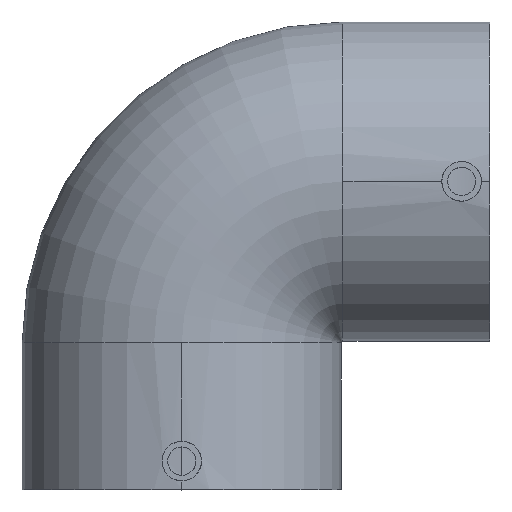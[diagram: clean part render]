
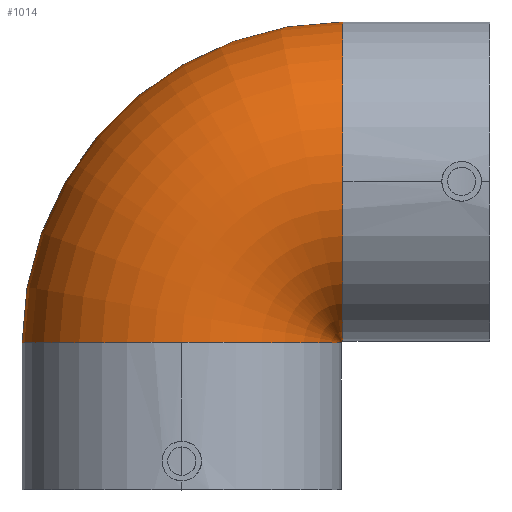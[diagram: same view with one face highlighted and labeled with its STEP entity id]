
A CAD part, top view. The second image highlights one B-rep face of the part: STEP entity #1014.
In plain terms, the highlighted toroidal (fillet/blend) face has major radius 57 mm and minor radius 56.5 mm.
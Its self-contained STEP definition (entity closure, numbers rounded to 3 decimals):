
#33 = FACE_OUTER_BOUND ( 'NONE', #1068, .T. ) ;
#42 = AXIS2_PLACEMENT_3D ( 'NONE', #705, #440, #523 ) ;
#75 = CARTESIAN_POINT ( 'NONE',  ( 56.5, 52., 0. ) ) ;
#81 = CIRCLE ( 'NONE', #750, 56.5 ) ;
#89 = DIRECTION ( 'NONE',  ( 0., 0., -1. ) ) ;
#123 = CIRCLE ( 'NONE', #143, 56.5 ) ;
#127 = EDGE_CURVE ( 'NONE', #753, #229, #1119, .T. ) ;
#143 = AXIS2_PLACEMENT_3D ( 'NONE', #272, #733, #548 ) ;
#151 = EDGE_CURVE ( 'NONE', #422, #776, #81, .T. ) ;
#184 = ORIENTED_EDGE ( 'NONE', *, *, #842, .F. ) ;
#186 = DIRECTION ( 'NONE',  ( 0., 0., 1. ) ) ;
#200 = CARTESIAN_POINT ( 'NONE',  ( 57., 165.5, 0. ) ) ;
#207 = CARTESIAN_POINT ( 'NONE',  ( 57., 52., 0. ) ) ;
#212 = ORIENTED_EDGE ( 'NONE', *, *, #636, .F. ) ;
#218 = CIRCLE ( 'NONE', #309, 113.5 ) ;
#229 = VERTEX_POINT ( 'NONE', #267 ) ;
#246 = CARTESIAN_POINT ( 'NONE',  ( 57., 109., 56.5 ) ) ;
#250 = CARTESIAN_POINT ( 'NONE',  ( -56.5, 52., 0. ) ) ;
#262 = DIRECTION ( 'NONE',  ( 1., 0., 0. ) ) ;
#267 = CARTESIAN_POINT ( 'NONE',  ( 57., 52.5, 0. ) ) ;
#272 = CARTESIAN_POINT ( 'NONE',  ( 0., 52., 0. ) ) ;
#306 = DIRECTION ( 'NONE',  ( 0., 0., -1. ) ) ;
#309 = AXIS2_PLACEMENT_3D ( 'NONE', #569, #89, #458 ) ;
#317 = DIRECTION ( 'NONE',  ( -1., 0., 0. ) ) ;
#407 = EDGE_CURVE ( 'NONE', #439, #753, #123, .T. ) ;
#422 = VERTEX_POINT ( 'NONE', #200 ) ;
#439 = VERTEX_POINT ( 'NONE', #679 ) ;
#440 = DIRECTION ( 'NONE',  ( 0., 1., 0. ) ) ;
#458 = DIRECTION ( 'NONE',  ( -1., 0., 0. ) ) ;
#512 = AXIS2_PLACEMENT_3D ( 'NONE', #207, #306, #317 ) ;
#523 = DIRECTION ( 'NONE',  ( 0., 0., 1. ) ) ;
#530 = ORIENTED_EDGE ( 'NONE', *, *, #407, .T. ) ;
#534 = AXIS2_PLACEMENT_3D ( 'NONE', #718, #897, #906 ) ;
#537 = VERTEX_POINT ( 'NONE', #250 ) ;
#544 = EDGE_CURVE ( 'NONE', #537, #439, #631, .T. ) ;
#548 = DIRECTION ( 'NONE',  ( 0., 0., 1. ) ) ;
#569 = CARTESIAN_POINT ( 'NONE',  ( 57., 52., 0. ) ) ;
#631 = CIRCLE ( 'NONE', #42, 56.5 ) ;
#636 = EDGE_CURVE ( 'NONE', #776, #229, #1161, .T. ) ;
#645 = ORIENTED_EDGE ( 'NONE', *, *, #127, .T. ) ;
#679 = CARTESIAN_POINT ( 'NONE',  ( 0., 52., 56.5 ) ) ;
#705 = CARTESIAN_POINT ( 'NONE',  ( 0., 52., 0. ) ) ;
#718 = CARTESIAN_POINT ( 'NONE',  ( 57., 109., 0. ) ) ;
#719 = ORIENTED_EDGE ( 'NONE', *, *, #544, .T. ) ;
#727 = CARTESIAN_POINT ( 'NONE',  ( 57., 52., 0. ) ) ;
#733 = DIRECTION ( 'NONE',  ( 0., 1., 0. ) ) ;
#739 = ORIENTED_EDGE ( 'NONE', *, *, #151, .F. ) ;
#750 = AXIS2_PLACEMENT_3D ( 'NONE', #913, #262, #186 ) ;
#753 = VERTEX_POINT ( 'NONE', #75 ) ;
#776 = VERTEX_POINT ( 'NONE', #246 ) ;
#842 = EDGE_CURVE ( 'NONE', #537, #422, #218, .T. ) ;
#897 = DIRECTION ( 'NONE',  ( 1., 0., 0. ) ) ;
#906 = DIRECTION ( 'NONE',  ( 0., 0., 1. ) ) ;
#913 = CARTESIAN_POINT ( 'NONE',  ( 57., 109., 0. ) ) ;
#998 = DIRECTION ( 'NONE',  ( -1., 0., 0. ) ) ;
#1014 = ADVANCED_FACE ( 'NONE', ( #33 ), #1062, .T. ) ;
#1062 = TOROIDAL_SURFACE ( 'NONE', #512, 57., 56.5 ) ;
#1068 = EDGE_LOOP ( 'NONE', ( #184, #719, #530, #645, #212, #739 ) ) ;
#1100 = AXIS2_PLACEMENT_3D ( 'NONE', #727, #1197, #998 ) ;
#1119 = CIRCLE ( 'NONE', #1100, 0.5 ) ;
#1161 = CIRCLE ( 'NONE', #534, 56.5 ) ;
#1197 = DIRECTION ( 'NONE',  ( 0., 0., -1. ) ) ;
